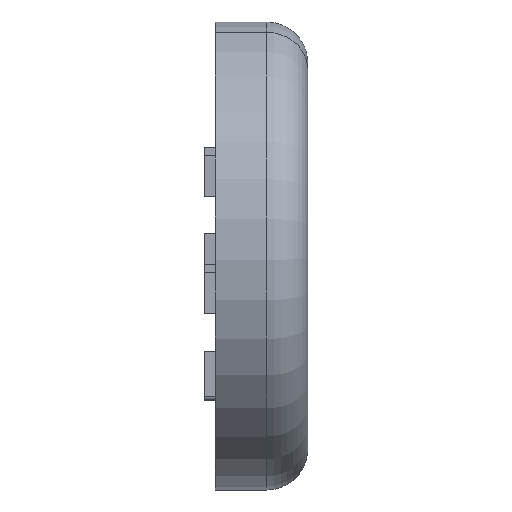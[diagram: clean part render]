
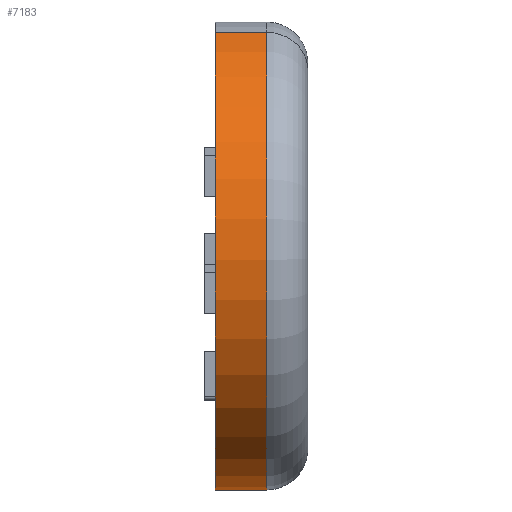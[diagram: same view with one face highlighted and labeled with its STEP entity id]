
A CAD part, left-side view. The second image highlights one B-rep face of the part: STEP entity #7183.
In plain terms, the highlighted cylindrical face has radius 58 mm (diameter 116 mm), a partial arc.
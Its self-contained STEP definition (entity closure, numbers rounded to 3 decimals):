
#77 = DIRECTION ( 'NONE',  ( 1., 0., 0. ) ) ;
#88 = VERTEX_POINT ( 'NONE', #2488 ) ;
#260 = CARTESIAN_POINT ( 'NONE',  ( -75., 10., -45. ) ) ;
#616 = DIRECTION ( 'NONE',  ( 0., 0., -1. ) ) ;
#886 = CIRCLE ( 'NONE', #3048, 58. ) ;
#958 = CARTESIAN_POINT ( 'NONE',  ( -75., 45., -45. ) ) ;
#1069 = DIRECTION ( 'NONE',  ( 0., -1., 0. ) ) ;
#1098 = DIRECTION ( 'NONE',  ( 0., 1., 0. ) ) ;
#1970 = FACE_OUTER_BOUND ( 'NONE', #8830, .T. ) ;
#2064 = DIRECTION ( 'NONE',  ( 0., 1., 0. ) ) ;
#2426 = CARTESIAN_POINT ( 'NONE',  ( -98.255, 45., 66.134 ) ) ;
#2488 = CARTESIAN_POINT ( 'NONE',  ( -98.255, 10., 66.134 ) ) ;
#2612 = ORIENTED_EDGE ( 'NONE', *, *, #8350, .F. ) ;
#3048 = AXIS2_PLACEMENT_3D ( 'NONE', #8117, #2064, #77 ) ;
#3510 = CARTESIAN_POINT ( 'NONE',  ( -75., 22.5, -45. ) ) ;
#3974 = VECTOR ( 'NONE', #1069, 1000. ) ;
#4140 = ORIENTED_EDGE ( 'NONE', *, *, #7298, .F. ) ;
#5088 = LINE ( 'NONE', #2426, #3974 ) ;
#5211 = CARTESIAN_POINT ( 'NONE',  ( -75., 10., 13. ) ) ;
#5250 = DIRECTION ( 'NONE',  ( 0., -1., 0. ) ) ;
#5616 = ORIENTED_EDGE ( 'NONE', *, *, #6402, .T. ) ;
#5754 = VECTOR ( 'NONE', #5250, 1000. ) ;
#6058 = AXIS2_PLACEMENT_3D ( 'NONE', #8296, #7632, #616 ) ;
#6402 = EDGE_CURVE ( 'NONE', #8188, #88, #7758, .T. ) ;
#6584 = DIRECTION ( 'NONE',  ( 0., 0., 1. ) ) ;
#6653 = EDGE_CURVE ( 'NONE', #7789, #8188, #8621, .T. ) ;
#6885 = CYLINDRICAL_SURFACE ( 'NONE', #6058, 58. ) ;
#7183 = ADVANCED_FACE ( 'NONE', ( #1970 ), #6885, .T. ) ;
#7298 = EDGE_CURVE ( 'NONE', #7789, #7747, #886, .T. ) ;
#7464 = AXIS2_PLACEMENT_3D ( 'NONE', #5211, #1098, #6584 ) ;
#7531 = CARTESIAN_POINT ( 'NONE',  ( -98.255, 22.5, 66.134 ) ) ;
#7632 = DIRECTION ( 'NONE',  ( 0., -1., 0. ) ) ;
#7747 = VERTEX_POINT ( 'NONE', #7531 ) ;
#7758 = CIRCLE ( 'NONE', #7464, 58. ) ;
#7789 = VERTEX_POINT ( 'NONE', #3510 ) ;
#7965 = ORIENTED_EDGE ( 'NONE', *, *, #6653, .T. ) ;
#8117 = CARTESIAN_POINT ( 'NONE',  ( -75., 22.5, 13. ) ) ;
#8188 = VERTEX_POINT ( 'NONE', #260 ) ;
#8296 = CARTESIAN_POINT ( 'NONE',  ( -75., 45., 13. ) ) ;
#8350 = EDGE_CURVE ( 'NONE', #7747, #88, #5088, .T. ) ;
#8621 = LINE ( 'NONE', #958, #5754 ) ;
#8830 = EDGE_LOOP ( 'NONE', ( #4140, #7965, #5616, #2612 ) ) ;
